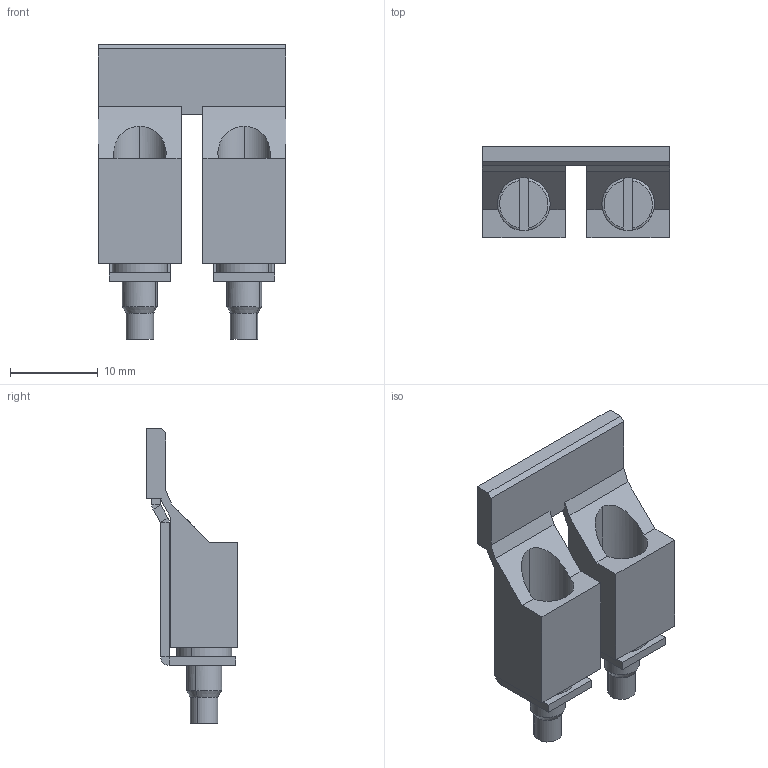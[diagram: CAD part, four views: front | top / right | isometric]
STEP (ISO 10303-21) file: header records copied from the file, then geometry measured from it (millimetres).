
FILE_DESCRIPTION(('CATIA V5R20 STEP214'),'2;1');
FILE_NAME ('372860_1', '2014-06-26T08:47:10+00:00', ('Weidmueller Interface'), ('Weidmueller'), 'CATIA Version 5 Release 20 SP 5 (IN-10)', 'CATIA V5 STEP AP214', 'none');
FILE_SCHEMA(('AUTOMOTIVE_DESIGN { 1 0 10303 214 1 1 1 1 }'));
Length unit declared in the file: millimetre
Products named in the file (1): 1053260000_WQV 16/2
Bounding box: 21.4 x 10.43 x 33.6 mm (x, y, z)
Volume: 2334.8 mm3; surface area: 3328.2 mm2
Topology: 3 solids, 3 shells, 127 faces, 306 edges, 187 vertices
Faces by surface type: plane 85, cylinder 26, cone 8, torus 8
Entity records: 3577 total; most frequent: CARTESIAN_POINT 835, ORIENTED_EDGE 612, DIRECTION 444, EDGE_CURVE 306, VECTOR 210, LINE 210, VERTEX_POINT 187, AXIS2_PLACEMENT_3D 154
